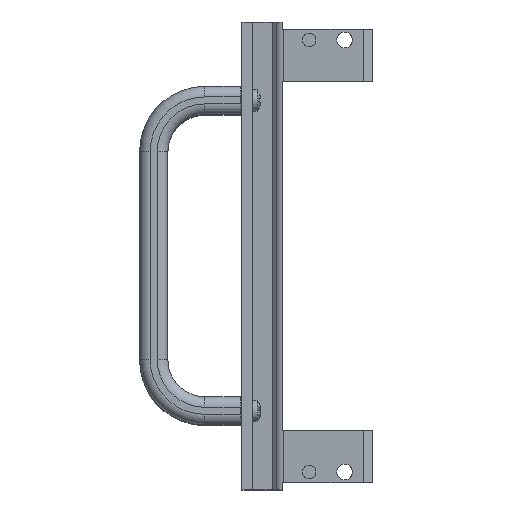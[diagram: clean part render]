
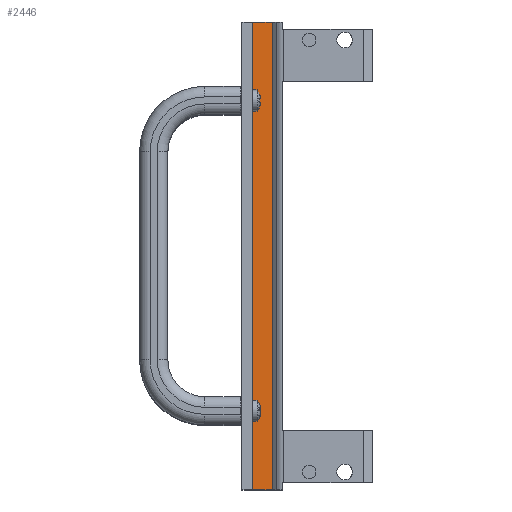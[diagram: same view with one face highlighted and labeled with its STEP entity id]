
A CAD part, front view. The second image highlights one B-rep face of the part: STEP entity #2446.
In plain terms, the highlighted face is planar.
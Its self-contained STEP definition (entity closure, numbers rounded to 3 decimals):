
#125=LINE('',#3877,#319);
#185=LINE('',#4041,#379);
#187=LINE('',#4045,#381);
#188=LINE('',#4046,#382);
#319=VECTOR('',#2996,5.607);
#379=VECTOR('',#3176,132.7);
#381=VECTOR('',#3180,132.7);
#382=VECTOR('',#3181,5.607);
#503=PLANE('',#2651);
#639=FACE_OUTER_BOUND('',#800,.T.);
#800=EDGE_LOOP('',(#1928,#1929,#1930,#1931));
#1123=VERTEX_POINT('',#3874);
#1124=VERTEX_POINT('',#3876);
#1168=VERTEX_POINT('',#4040);
#1169=VERTEX_POINT('',#4044);
#1365=EDGE_CURVE('',#1124,#1123,#125,.T.);
#1446=EDGE_CURVE('',#1168,#1124,#185,.T.);
#1448=EDGE_CURVE('',#1169,#1123,#187,.T.);
#1449=EDGE_CURVE('',#1169,#1168,#188,.T.);
#1928=ORIENTED_EDGE('',*,*,#1365,.T.);
#1929=ORIENTED_EDGE('',*,*,#1448,.F.);
#1930=ORIENTED_EDGE('',*,*,#1449,.T.);
#1931=ORIENTED_EDGE('',*,*,#1446,.T.);
#2446=ADVANCED_FACE('',(#639),#503,.T.);
#2651=AXIS2_PLACEMENT_3D('',#4043,#3178,#3179);
#2996=DIRECTION('',(-1.,0.,0.));
#3176=DIRECTION('',(0.,0.,-1.));
#3178=DIRECTION('center_axis',(0.,1.,0.));
#3179=DIRECTION('ref_axis',(0.,0.,1.));
#3180=DIRECTION('',(0.,0.,-1.));
#3181=DIRECTION('',(1.,0.,0.));
#3874=CARTESIAN_POINT('',(1.5,-11.7,-66.25));
#3876=CARTESIAN_POINT('',(7.107,-11.7,-66.25));
#3877=CARTESIAN_POINT('',(7.107,-11.7,-66.25));
#4040=CARTESIAN_POINT('',(7.107,-11.7,66.45));
#4041=CARTESIAN_POINT('',(7.107,-11.7,66.45));
#4043=CARTESIAN_POINT('Origin',(7.107,-11.7,66.45));
#4044=CARTESIAN_POINT('',(1.5,-11.7,66.45));
#4045=CARTESIAN_POINT('',(1.5,-11.7,66.45));
#4046=CARTESIAN_POINT('',(1.5,-11.7,66.45));
